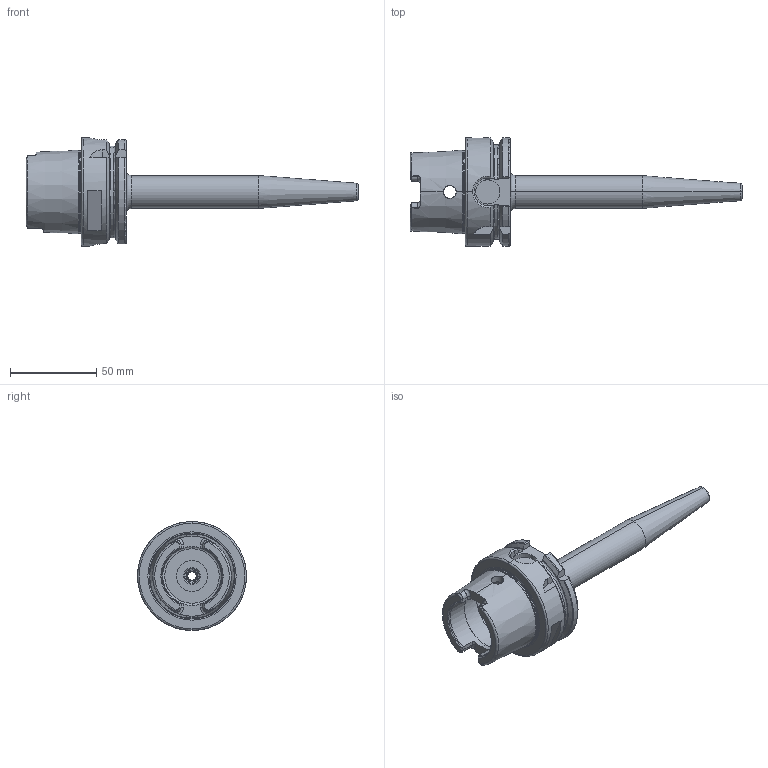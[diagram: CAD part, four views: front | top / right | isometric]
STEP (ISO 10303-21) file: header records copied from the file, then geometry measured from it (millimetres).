
FILE_DESCRIPTION (( 'STEP AP203' ), '1' );
FILE_NAME ('HA63A260A05160HP1.STEP', '2020-09-14T08:26:31', ( 'user' ), ( '' ), 'SwSTEP 2.0', 'SolidWorks 2013', '' );
FILE_SCHEMA (( 'CONFIG_CONTROL_DESIGN' ));
Length unit declared in the file: millimetre
Products named in the file (1): HA63A260A05160HP1
Bounding box: 192 x 63 x 63 mm (x, y, z)
Volume: 107395.9 mm3; surface area: 32217 mm2
Topology: 1 solids, 1 shells, 213 faces, 555 edges, 340 vertices
Faces by surface type: plane 64, cylinder 56, cone 42, torus 39, bspline 12
Entity records: 8018 total; most frequent: CARTESIAN_POINT 2938, ORIENTED_EDGE 1102, DIRECTION 995, EDGE_CURVE 551, AXIS2_PLACEMENT_3D 403, VERTEX_POINT 340, EDGE_LOOP 223, ADVANCED_FACE 213
